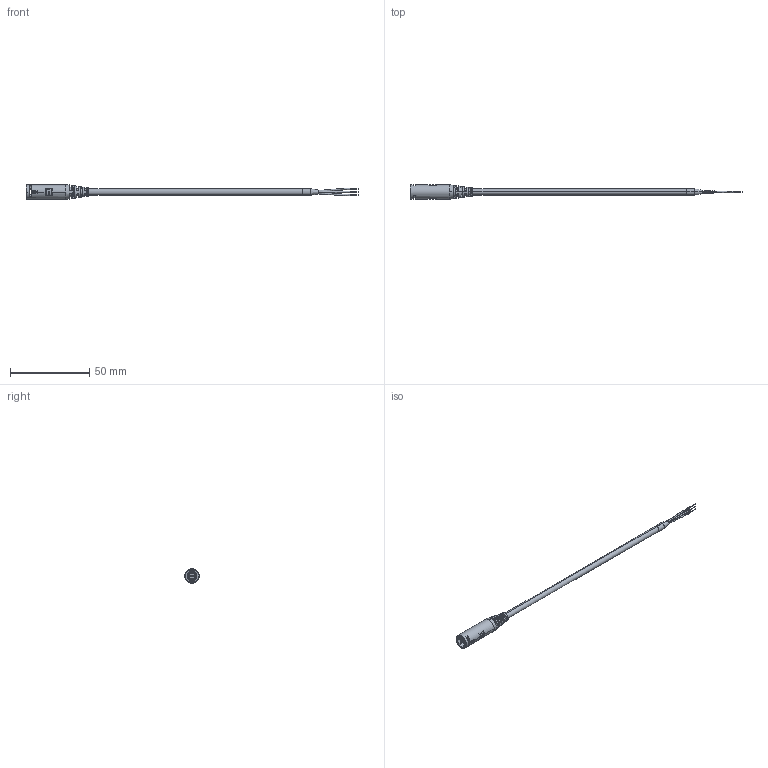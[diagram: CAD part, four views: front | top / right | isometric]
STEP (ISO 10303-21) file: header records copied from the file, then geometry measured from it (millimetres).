
FILE_DESCRIPTION (( 'STEP AP203' ), '1' );
FILE_NAME ('10-03408_revA.STEP', '2019-09-24T22:38:44', ( '' ), ( '' ), 'SwSTEP 2.0', 'SolidWorks 2015', '' );
FILE_SCHEMA (( 'CONFIG_CONTROL_DESIGN' ));
Length unit declared in the file: millimetre
Products named in the file (10): DEA182; B601-027-153; J32613-1M00-ET01; 10-03408_revA; 30-00178_s+t; DT35-A181G; DT35-A180G; 24-00266; CG60-58-55; 50-00904
Assembly tree (9 placements, depth 3):
  10-03408_revA
    30-00178_s+t
    24-00266
    50-00904
      B601-027-153
      CG60-58-55
      DEA182
      DT35-A180G
      DT35-A181G
      J32613-1M00-ET01
Bounding box: 209.64 x 9.4 x 9.1 mm (x, y, z)
Volume: 3890.4 mm3; surface area: 17515.2 mm2
Topology: 103 solids, 103 shells, 1104 faces, 2588 edges, 1685 vertices
Faces by surface type: cylinder 468, plane 413, bspline 155, torus 47, cone 21
Entity records: 40178 total; most frequent: CARTESIAN_POINT 14065, ORIENTED_EDGE 5176, DIRECTION 5161, EDGE_CURVE 2588, AXIS2_PLACEMENT_3D 2133, VERTEX_POINT 1685, EDGE_LOOP 1265, CIRCLE 1171
